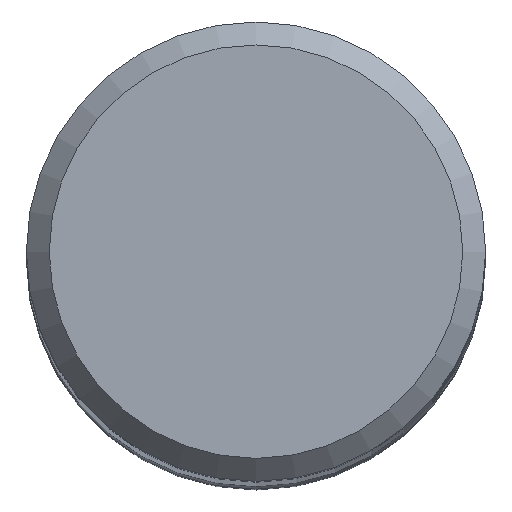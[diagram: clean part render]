
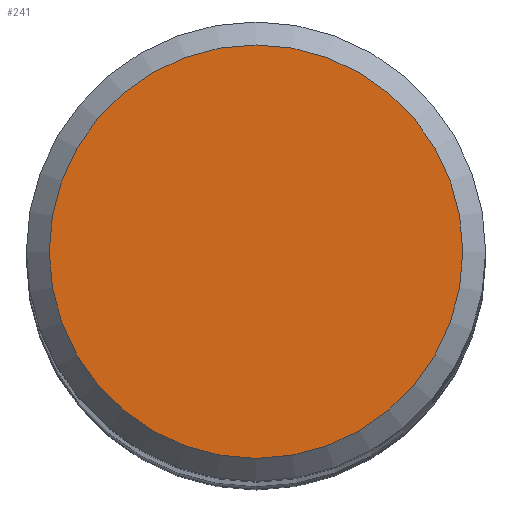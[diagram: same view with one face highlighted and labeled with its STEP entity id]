
A CAD part, top view. The second image highlights one B-rep face of the part: STEP entity #241.
In plain terms, the highlighted planar face has unit normal (0, 0, 1).
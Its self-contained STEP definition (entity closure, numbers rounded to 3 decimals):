
#201 = VERTEX_POINT('', #202);
#202 = CARTESIAN_POINT('', (-3.6, 0., 0.));
#208 = EDGE_CURVE('', #201, #201, #209, .T.);
#209 = CIRCLE('', #210, 3.6);
#210 = AXIS2_PLACEMENT_3D('', #211, #212, #213);
#211 = CARTESIAN_POINT('', (0., 0., 0.));
#212 = DIRECTION('', (0., 0., -1.));
#213 = DIRECTION('', (-1., 0., 0.));
#241 = ADVANCED_FACE('', (#242), #245, .T.);
#242 = FACE_OUTER_BOUND('', #243, .T.);
#243 = EDGE_LOOP('', (#244));
#244 = ORIENTED_EDGE('', *, *, #208, .F.);
#245 = PLANE('', #246);
#246 = AXIS2_PLACEMENT_3D('', #247, #248, #249);
#247 = CARTESIAN_POINT('', (5.6, -5.6, 0.));
#248 = DIRECTION('', (0., 0., 1.));
#249 = DIRECTION('', (0., 1., 0.));
